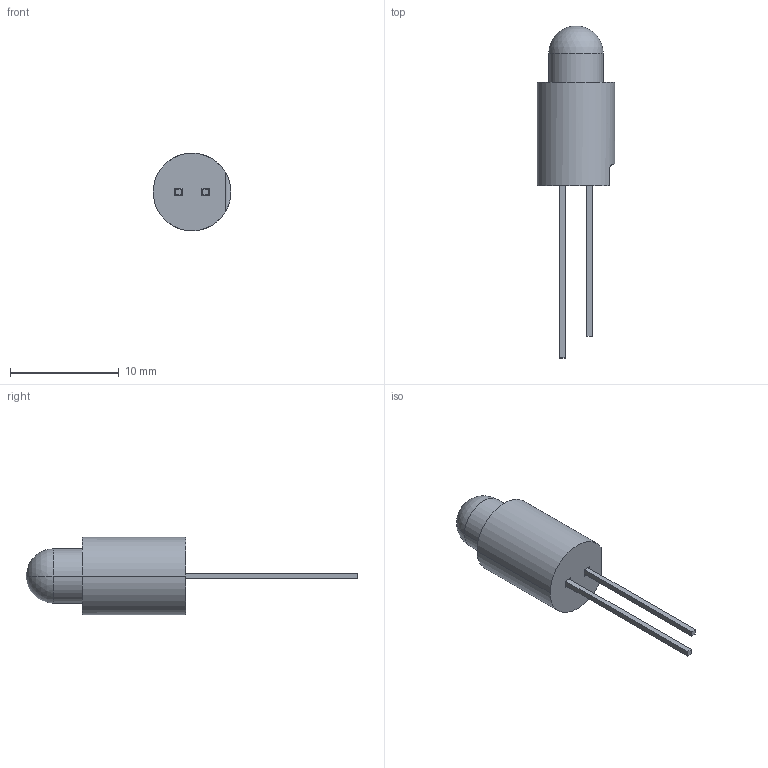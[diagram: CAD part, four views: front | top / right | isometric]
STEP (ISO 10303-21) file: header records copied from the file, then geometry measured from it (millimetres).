
FILE_DESCRIPTION((''),'2;1');
FILE_NAME('5615902802NF_SW0001','2024-11-05T10:45:05',('ldichoso'),(''),'CREO PARAMETRIC BY PTC INC, 2021304','CREO PARAMETRIC BY PTC INC, 2021304','');
FILE_SCHEMA(('CONFIG_CONTROL_DESIGN'));
Length unit declared in the file: inch
Products named in the file (1): 5615902802NF_SW0001
Bounding box: 7.16 x 30.6 x 7.16 mm (x, y, z)
Volume: 350.7 mm3; surface area: 738.9 mm2
Topology: 1 solids, 1 shells, 99 faces, 297 edges, 193 vertices
Faces by surface type: plane 80, cylinder 13, bspline 4, sphere 2
Entity records: 3704 total; most frequent: CARTESIAN_POINT 1072, ORIENTED_EDGE 590, DIRECTION 471, EDGE_CURVE 295, VECTOR 205, LINE 205, VERTEX_POINT 193, AXIS2_PLACEMENT_3D 133
